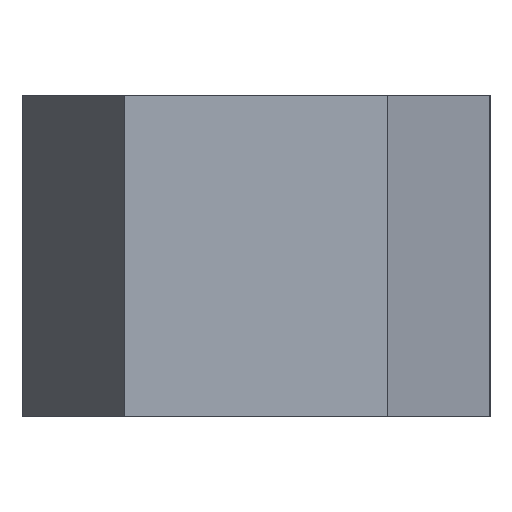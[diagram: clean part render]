
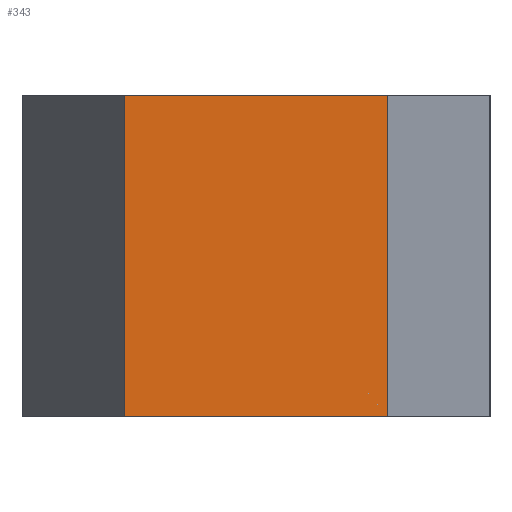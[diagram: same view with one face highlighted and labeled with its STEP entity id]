
A CAD part, left-side view. The second image highlights one B-rep face of the part: STEP entity #343.
In plain terms, the highlighted planar face has unit normal (-1, 0, 0).
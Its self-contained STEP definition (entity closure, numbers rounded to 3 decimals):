
#53 = AXIS2_PLACEMENT_3D ( 'NONE', #390, #775, #522 ) ;
#74 = LINE ( 'NONE', #509, #777 ) ;
#99 = FACE_OUTER_BOUND ( 'NONE', #761, .T. ) ;
#133 = ORIENTED_EDGE ( 'NONE', *, *, #817, .F. ) ;
#218 = CARTESIAN_POINT ( 'NONE',  ( -80., 9., 22. ) ) ;
#252 = VERTEX_POINT ( 'NONE', #218 ) ;
#270 = ORIENTED_EDGE ( 'NONE', *, *, #804, .T. ) ;
#273 = CARTESIAN_POINT ( 'NONE',  ( -80., 9., 0. ) ) ;
#295 = VECTOR ( 'NONE', #428, 1000. ) ;
#334 = LINE ( 'NONE', #550, #451 ) ;
#343 = ADVANCED_FACE ( 'NONE', ( #99 ), #535, .F. ) ;
#390 = CARTESIAN_POINT ( 'NONE',  ( -80., -9., 22. ) ) ;
#393 = ORIENTED_EDGE ( 'NONE', *, *, #692, .F. ) ;
#424 = VERTEX_POINT ( 'NONE', #519 ) ;
#428 = DIRECTION ( 'NONE',  ( 0., 0., -1. ) ) ;
#451 = VECTOR ( 'NONE', #609, 1000. ) ;
#466 = EDGE_CURVE ( 'NONE', #252, #574, #334, .T. ) ;
#487 = ORIENTED_EDGE ( 'NONE', *, *, #466, .T. ) ;
#509 = CARTESIAN_POINT ( 'NONE',  ( -80., -9., 0. ) ) ;
#519 = CARTESIAN_POINT ( 'NONE',  ( -80., -9., 22. ) ) ;
#522 = DIRECTION ( 'NONE',  ( 0., 0., -1. ) ) ;
#535 = PLANE ( 'NONE',  #53 ) ;
#550 = CARTESIAN_POINT ( 'NONE',  ( -80., 9., 22. ) ) ;
#574 = VERTEX_POINT ( 'NONE', #273 ) ;
#609 = DIRECTION ( 'NONE',  ( 0., 0., -1. ) ) ;
#637 = LINE ( 'NONE', #759, #685 ) ;
#683 = CARTESIAN_POINT ( 'NONE',  ( -80., -9., 22. ) ) ;
#685 = VECTOR ( 'NONE', #892, 1000. ) ;
#690 = LINE ( 'NONE', #683, #295 ) ;
#692 = EDGE_CURVE ( 'NONE', #424, #871, #690, .T. ) ;
#729 = CARTESIAN_POINT ( 'NONE',  ( -80., -9., 0. ) ) ;
#759 = CARTESIAN_POINT ( 'NONE',  ( -80., -9., 22. ) ) ;
#761 = EDGE_LOOP ( 'NONE', ( #270, #393, #133, #487 ) ) ;
#775 = DIRECTION ( 'NONE',  ( 1., 0., 0. ) ) ;
#777 = VECTOR ( 'NONE', #831, 1000. ) ;
#804 = EDGE_CURVE ( 'NONE', #574, #871, #74, .T. ) ;
#817 = EDGE_CURVE ( 'NONE', #252, #424, #637, .T. ) ;
#831 = DIRECTION ( 'NONE',  ( 0., -1., 0. ) ) ;
#871 = VERTEX_POINT ( 'NONE', #729 ) ;
#892 = DIRECTION ( 'NONE',  ( 0., -1., 0. ) ) ;
